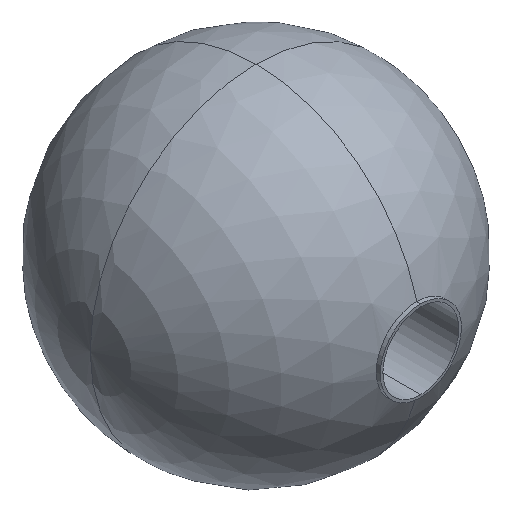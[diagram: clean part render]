
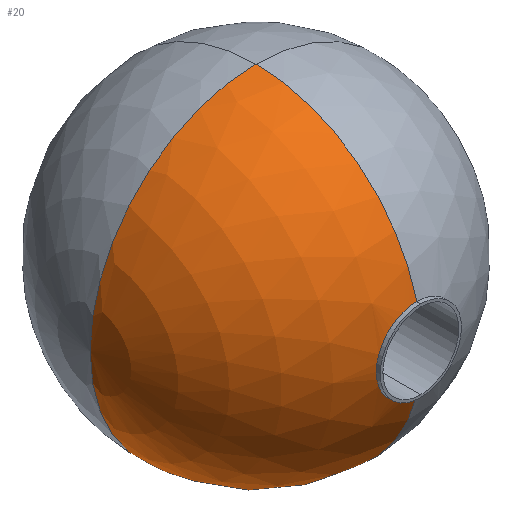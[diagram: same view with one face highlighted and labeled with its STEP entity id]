
A CAD part, isometric view. The second image highlights one B-rep face of the part: STEP entity #20.
In plain terms, the highlighted spherical face has radius 25.55 mm.
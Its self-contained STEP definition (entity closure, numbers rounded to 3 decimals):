
#9 = EDGE_CURVE ( 'NONE', #126, #127, #213, .T. ) ;
#16 = ORIENTED_EDGE ( 'NONE', *, *, #17, .T. ) ;
#17 = EDGE_CURVE ( 'NONE', #127, #18, #198, .T. ) ;
#18 = VERTEX_POINT ( 'NONE', #193 ) ;
#20 = ADVANCED_FACE ( 'NONE', ( #274 ), #311, .T. ) ;
#21 = EDGE_LOOP ( 'NONE', ( #22, #16, #23, #26 ) ) ;
#22 = ORIENTED_EDGE ( 'NONE', *, *, #9, .T. ) ;
#23 = ORIENTED_EDGE ( 'NONE', *, *, #24, .F. ) ;
#24 = EDGE_CURVE ( 'NONE', #25, #18, #312, .T. ) ;
#25 = VERTEX_POINT ( 'NONE', #230 ) ;
#26 = ORIENTED_EDGE ( 'NONE', *, *, #27, .F. ) ;
#27 = EDGE_CURVE ( 'NONE', #126, #25, #229, .T. ) ;
#126 = VERTEX_POINT ( 'NONE', #686 ) ;
#127 = VERTEX_POINT ( 'NONE', #685 ) ;
#193 = CARTESIAN_POINT ( 'NONE',  ( 0., 0., 25.55 ) ) ;
#194 = DIRECTION ( 'NONE',  ( 0., 0., 1. ) ) ;
#195 = DIRECTION ( 'NONE',  ( -1., 0., 0. ) ) ;
#196 = CARTESIAN_POINT ( 'NONE',  ( 0., 0., 0. ) ) ;
#197 = AXIS2_PLACEMENT_3D ( 'NONE', #196, #195, #194 ) ;
#198 = CIRCLE ( 'NONE', #197, 25.55 ) ;
#205 = DIRECTION ( 'NONE',  ( 0., 0., 1. ) ) ;
#206 = DIRECTION ( 'NONE',  ( 0., 1., 0. ) ) ;
#207 = CARTESIAN_POINT ( 'NONE',  ( 0., -24.774, 0. ) ) ;
#208 = AXIS2_PLACEMENT_3D ( 'NONE', #207, #206, #205 ) ;
#213 = CIRCLE ( 'NONE', #208, 6.25 ) ;
#225 = DIRECTION ( 'NONE',  ( 0., 1., 0. ) ) ;
#226 = DIRECTION ( 'NONE',  ( 1., 0., 0. ) ) ;
#227 = CARTESIAN_POINT ( 'NONE',  ( 0., 0., 0. ) ) ;
#228 = AXIS2_PLACEMENT_3D ( 'NONE', #227, #226, #225 ) ;
#229 = CIRCLE ( 'NONE', #228, 25.55 ) ;
#230 = CARTESIAN_POINT ( 'NONE',  ( 0., 0., -25.55 ) ) ;
#231 = DIRECTION ( 'NONE',  ( 0., 0., 1. ) ) ;
#232 = DIRECTION ( 'NONE',  ( 0., 1., 0. ) ) ;
#233 = CARTESIAN_POINT ( 'NONE',  ( 0., 0., 0. ) ) ;
#234 = AXIS2_PLACEMENT_3D ( 'NONE', #233, #232, #231 ) ;
#274 = FACE_OUTER_BOUND ( 'NONE', #21, .T. ) ;
#308 = DIRECTION ( 'NONE',  ( 0., 0., -1. ) ) ;
#309 = DIRECTION ( 'NONE',  ( -1., 0., 0. ) ) ;
#310 = AXIS2_PLACEMENT_3D ( 'NONE', #313, #309, #308 ) ;
#311 = SPHERICAL_SURFACE ( 'NONE', #310, 25.55 ) ;
#312 = CIRCLE ( 'NONE', #234, 25.55 ) ;
#313 = CARTESIAN_POINT ( 'NONE',  ( 0., 0., 0. ) ) ;
#685 = CARTESIAN_POINT ( 'NONE',  ( 0., -24.774, 6.25 ) ) ;
#686 = CARTESIAN_POINT ( 'NONE',  ( 0., -24.774, -6.25 ) ) ;
